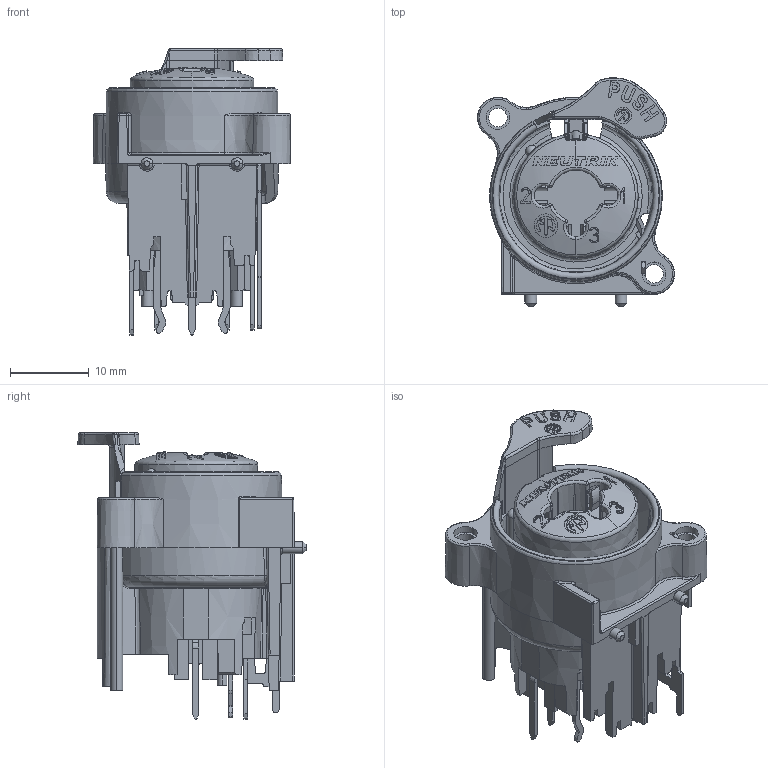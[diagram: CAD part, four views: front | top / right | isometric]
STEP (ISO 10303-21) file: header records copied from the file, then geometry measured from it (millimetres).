
FILE_DESCRIPTION((''),'2;1');
FILE_NAME('NCJ6FA-V-AE','2024-03-13T12:58:53',('phk'),(''),'CREO PARAMETRIC BY PTC INC, 2021184','CREO PARAMETRIC BY PTC INC, 2021184','');
FILE_SCHEMA(('AP242_MANAGED_MODEL_BASED_3D_ENGINEERING_MIM_LF { 1 0 10303 442 1 1 4 }'));
Length unit declared in the file: millimetre
Products named in the file (1): NCJ6FA-V-AE
Bounding box: 25 x 28.94 x 36.3 mm (x, y, z)
Volume: 6901.8 mm3; surface area: 7287.3 mm2
Topology: 1 solids, 2 shells, 1639 faces, 4543 edges, 2913 vertices
Faces by surface type: plane 912, cylinder 372, bspline 138, cone 62, extrusion 57, torus 55, sphere 43
Entity records: 63449 total; most frequent: CARTESIAN_POINT 19013, ORIENTED_EDGE 9082, DIRECTION 7673, EDGE_CURVE 4541, VERTEX_POINT 2913, VECTOR 2573, AXIS2_PLACEMENT_3D 2550, LINE 2516
